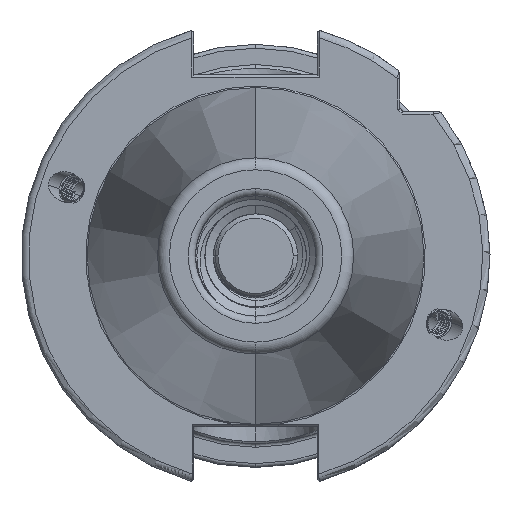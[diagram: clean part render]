
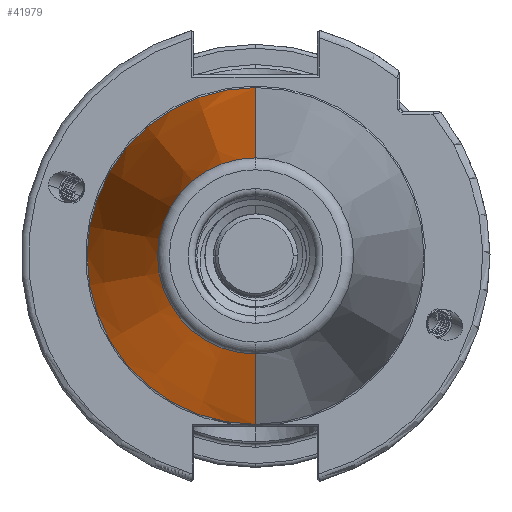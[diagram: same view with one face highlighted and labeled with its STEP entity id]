
A CAD part, left-side view. The second image highlights one B-rep face of the part: STEP entity #41979.
In plain terms, the highlighted conical face has half-angle 8.297 degrees and reference radius 35.392 mm.
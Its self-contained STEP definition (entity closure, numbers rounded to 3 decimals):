
#1786 = CARTESIAN_POINT ( 'NONE',  ( 0., 0., 0. ) ) ;
#1787 = DIRECTION ( 'NONE',  ( 0., 0., -1. ) ) ;
#1793 = DIRECTION ( 'NONE',  ( 1., 0., 0. ) ) ;
#1996 = DIRECTION ( 'NONE',  ( 1., 0., 0. ) ) ;
#2017 = CARTESIAN_POINT ( 'NONE',  ( -2.5, 0., 0. ) ) ;
#2019 = DIRECTION ( 'NONE',  ( 0., 1., 0. ) ) ;
#2038 = DIRECTION ( 'NONE',  ( 0., 1., 0. ) ) ;
#2058 = CARTESIAN_POINT ( 'NONE',  ( -2.5, 0., 0. ) ) ;
#2062 = DIRECTION ( 'NONE',  ( 1., 0., 0. ) ) ;
#8187 = CONICAL_SURFACE ( 'NONE', #10853, 35.392, 0.145 ) ;
#8200 = FACE_OUTER_BOUND ( 'NONE', #39277, .T. ) ;
#10151 = DIRECTION ( 'NONE',  ( 1., 0., 0. ) ) ;
#10193 = DIRECTION ( 'NONE',  ( 0., 0., 1. ) ) ;
#10215 = CARTESIAN_POINT ( 'NONE',  ( -102.811, 0., 0. ) ) ;
#10853 = AXIS2_PLACEMENT_3D ( 'NONE', #1786, #1793, #1787 ) ;
#19208 = CARTESIAN_POINT ( 'NONE',  ( -102.811, 0., 20.399 ) ) ;
#19209 = CARTESIAN_POINT ( 'NONE',  ( -2.5, 0., 35.027 ) ) ;
#19221 = CARTESIAN_POINT ( 'NONE',  ( -102.811, 0., -20.399 ) ) ;
#19252 = CARTESIAN_POINT ( 'NONE',  ( -2.5, 0., -35.027 ) ) ;
#19346 = CARTESIAN_POINT ( 'NONE',  ( -2.5, 35.027, 0. ) ) ;
#25278 = EDGE_CURVE ( 'NONE', #34465, #34494, #26140, .T. ) ;
#25396 = EDGE_CURVE ( 'NONE', #34465, #34502, #26227, .T. ) ;
#25418 = EDGE_CURVE ( 'NONE', #34494, #34466, #26259, .T. ) ;
#25429 = EDGE_CURVE ( 'NONE', #34502, #34576, #26285, .T. ) ;
#25436 = EDGE_CURVE ( 'NONE', #34576, #34466, #26287, .T. ) ;
#26140 = CIRCLE ( 'NONE', #33678, 20.399 ) ;
#26206 = VECTOR ( 'NONE', #47666, 1000. ) ;
#26227 = LINE ( 'NONE', #47682, #26206 ) ;
#26259 = LINE ( 'NONE', #47757, #26282 ) ;
#26282 = VECTOR ( 'NONE', #47599, 1000. ) ;
#26285 = CIRCLE ( 'NONE', #33811, 35.027 ) ;
#26287 = CIRCLE ( 'NONE', #33828, 35.027 ) ;
#33678 = AXIS2_PLACEMENT_3D ( 'NONE', #10215, #10151, #10193 ) ;
#33811 = AXIS2_PLACEMENT_3D ( 'NONE', #2017, #1996, #2019 ) ;
#33828 = AXIS2_PLACEMENT_3D ( 'NONE', #2058, #2062, #2038 ) ;
#34465 = VERTEX_POINT ( 'NONE', #19221 ) ;
#34466 = VERTEX_POINT ( 'NONE', #19209 ) ;
#34494 = VERTEX_POINT ( 'NONE', #19208 ) ;
#34502 = VERTEX_POINT ( 'NONE', #19252 ) ;
#34576 = VERTEX_POINT ( 'NONE', #19346 ) ;
#39277 = EDGE_LOOP ( 'NONE', ( #45637, #45684, #45635, #45690, #45678 ) ) ;
#41979 = ADVANCED_FACE ( 'NONE', ( #8200 ), #8187, .T. ) ;
#45635 = ORIENTED_EDGE ( 'NONE', *, *, #25436, .F. ) ;
#45637 = ORIENTED_EDGE ( 'NONE', *, *, #25278, .T. ) ;
#45678 = ORIENTED_EDGE ( 'NONE', *, *, #25396, .F. ) ;
#45684 = ORIENTED_EDGE ( 'NONE', *, *, #25418, .T. ) ;
#45690 = ORIENTED_EDGE ( 'NONE', *, *, #25429, .F. ) ;
#47599 = DIRECTION ( 'NONE',  ( 0.99, 0., 0.144 ) ) ;
#47666 = DIRECTION ( 'NONE',  ( 0.99, 0., -0.144 ) ) ;
#47682 = CARTESIAN_POINT ( 'NONE',  ( 0., 0., -35.392 ) ) ;
#47757 = CARTESIAN_POINT ( 'NONE',  ( 0., 0., 35.392 ) ) ;
